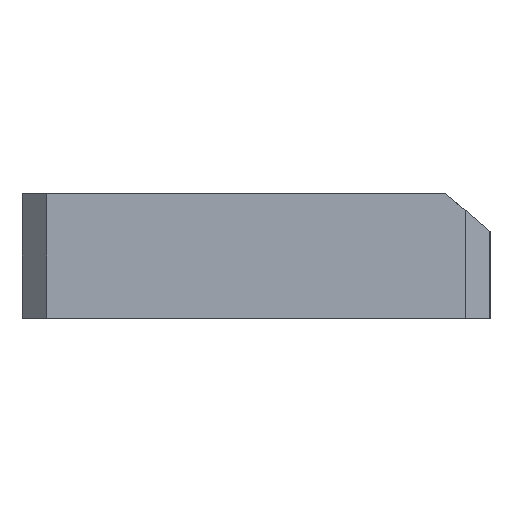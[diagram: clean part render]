
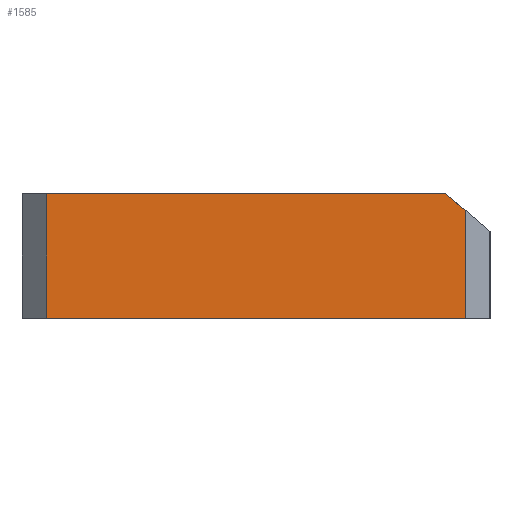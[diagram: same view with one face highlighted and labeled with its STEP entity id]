
A CAD part, left-side view. The second image highlights one B-rep face of the part: STEP entity #1585.
In plain terms, the highlighted planar face has unit normal (-1, 0, 0).
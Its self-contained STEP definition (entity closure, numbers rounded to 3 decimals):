
#19 = VERTEX_POINT ( 'NONE', #1318 ) ;
#36 = CARTESIAN_POINT ( 'NONE',  ( -49.5, -12.5, 0. ) ) ;
#42 = LINE ( 'NONE', #626, #121 ) ;
#85 = ORIENTED_EDGE ( 'NONE', *, *, #1000, .F. ) ;
#88 = VECTOR ( 'NONE', #1532, 1000. ) ;
#121 = VECTOR ( 'NONE', #792, 1000. ) ;
#139 = CARTESIAN_POINT ( 'NONE',  ( -49.5, -10.5, 10. ) ) ;
#159 = VERTEX_POINT ( 'NONE', #722 ) ;
#176 = LINE ( 'NONE', #36, #1121 ) ;
#245 = ORIENTED_EDGE ( 'NONE', *, *, #1957, .T. ) ;
#392 = EDGE_CURVE ( 'NONE', #984, #1859, #176, .T. ) ;
#435 = DIRECTION ( 'NONE',  ( 0., 0., -1. ) ) ;
#502 = DIRECTION ( 'NONE',  ( 0., -1., 0. ) ) ;
#626 = CARTESIAN_POINT ( 'NONE',  ( -49.5, -12.5, 10. ) ) ;
#637 = DIRECTION ( 'NONE',  ( 1., 0., 0. ) ) ;
#653 = VECTOR ( 'NONE', #435, 1000. ) ;
#722 = CARTESIAN_POINT ( 'NONE',  ( -49.5, -8.925, 10. ) ) ;
#731 = CARTESIAN_POINT ( 'NONE',  ( -49.5, 23., 10. ) ) ;
#758 = FACE_OUTER_BOUND ( 'NONE', #1949, .T. ) ;
#792 = DIRECTION ( 'NONE',  ( 0., -1., 0. ) ) ;
#839 = EDGE_CURVE ( 'NONE', #1630, #159, #1466, .T. ) ;
#928 = ORIENTED_EDGE ( 'NONE', *, *, #392, .T. ) ;
#953 = CARTESIAN_POINT ( 'NONE',  ( -49.5, 23., 0. ) ) ;
#984 = VERTEX_POINT ( 'NONE', #953 ) ;
#998 = LINE ( 'NONE', #139, #88 ) ;
#1000 = EDGE_CURVE ( 'NONE', #19, #159, #42, .T. ) ;
#1121 = VECTOR ( 'NONE', #502, 1000. ) ;
#1207 = DIRECTION ( 'NONE',  ( 0., 0.766, 0.643 ) ) ;
#1297 = CARTESIAN_POINT ( 'NONE',  ( -49.5, -10.5, 8.678 ) ) ;
#1313 = EDGE_CURVE ( 'NONE', #19, #984, #1601, .T. ) ;
#1314 = DIRECTION ( 'NONE',  ( 0., 0., -1. ) ) ;
#1318 = CARTESIAN_POINT ( 'NONE',  ( -49.5, 23., 10. ) ) ;
#1466 = LINE ( 'NONE', #1848, #1967 ) ;
#1517 = ORIENTED_EDGE ( 'NONE', *, *, #1313, .T. ) ;
#1532 = DIRECTION ( 'NONE',  ( 0., 0., 1. ) ) ;
#1567 = AXIS2_PLACEMENT_3D ( 'NONE', #1707, #637, #1314 ) ;
#1585 = ADVANCED_FACE ( 'NONE', ( #758 ), #1591, .F. ) ;
#1591 = PLANE ( 'NONE',  #1567 ) ;
#1601 = LINE ( 'NONE', #731, #653 ) ;
#1630 = VERTEX_POINT ( 'NONE', #1297 ) ;
#1707 = CARTESIAN_POINT ( 'NONE',  ( -49.5, -12.5, 10. ) ) ;
#1808 = ORIENTED_EDGE ( 'NONE', *, *, #839, .T. ) ;
#1848 = CARTESIAN_POINT ( 'NONE',  ( -49.5, -8.925, 10. ) ) ;
#1859 = VERTEX_POINT ( 'NONE', #1971 ) ;
#1949 = EDGE_LOOP ( 'NONE', ( #928, #245, #1808, #85, #1517 ) ) ;
#1957 = EDGE_CURVE ( 'NONE', #1859, #1630, #998, .T. ) ;
#1967 = VECTOR ( 'NONE', #1207, 1000. ) ;
#1971 = CARTESIAN_POINT ( 'NONE',  ( -49.5, -10.5, 0. ) ) ;
